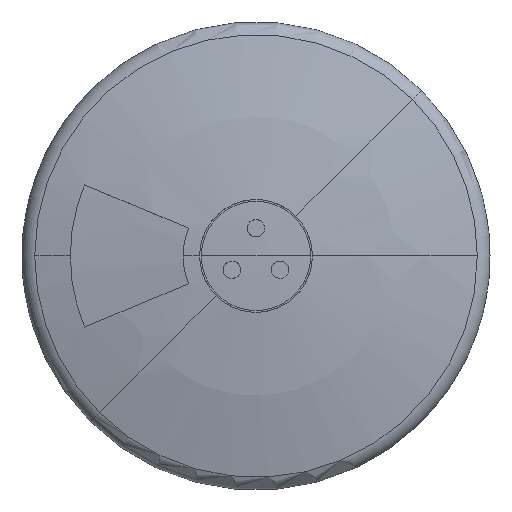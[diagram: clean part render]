
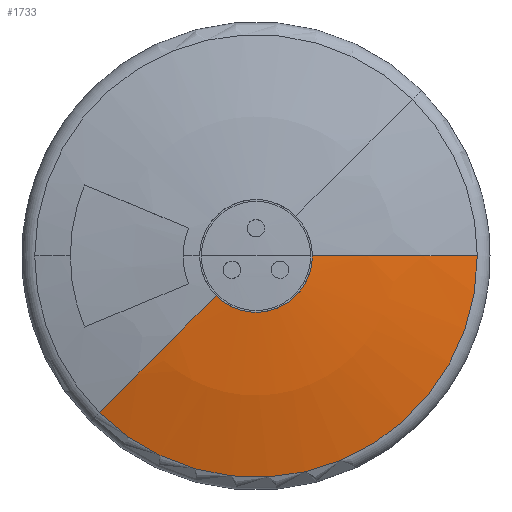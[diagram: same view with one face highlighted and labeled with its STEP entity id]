
A CAD part, top view. The second image highlights one B-rep face of the part: STEP entity #1733.
In plain terms, the highlighted spherical face has radius 100 mm.
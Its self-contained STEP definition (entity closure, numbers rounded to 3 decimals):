
#1623=EDGE_CURVE('Solide.4 (  de JELE 7351 : issu de *SOL5 - wsp *MASTER -  ) ( Brep de *SOL5 )',#3251,#3951,#3952,.F.);
#1733=ADVANCED_FACE('Solide.4 (  de JELE 7351 : issu de *SOL5 - wsp *MASTER -  ) ( Brep de *SOL5 )',(#4127),#4128,.T.);
#3251=VERTEX_POINT('',#6646);
#3951=VERTEX_POINT('',#7947);
#3952=CIRCLE('',#7948,100.0);
#4127=FACE_OUTER_BOUND('',#8269,.T.);
#4128=SPHERICAL_SURFACE('',#8270,100.0);
#6646=CARTESIAN_POINT('',(-4.596,-4.596,59.659));
#7947=CARTESIAN_POINT('',(-18.038,-18.038,56.561));
#7948=AXIS2_PLACEMENT_3D('',#13687,#13688,#13689);
#8269=EDGE_LOOP('',(#14062,#14063,#14064,#14065));
#8270=AXIS2_PLACEMENT_3D('',#14066,#14067,#14068);
#13687=CARTESIAN_POINT('',(0.0,0.0,-40.13));
#13688=DIRECTION('',(-0.707,0.707,0.0));
#13689=DIRECTION('',(-0.707,-0.707,0.0));
#14062=ORIENTED_EDGE('',*,*,#19839,.T.);
#14063=ORIENTED_EDGE('',*,*,#19840,.T.);
#14064=ORIENTED_EDGE('',*,*,#1623,.T.);
#14065=ORIENTED_EDGE('',*,*,#19841,.T.);
#14066=CARTESIAN_POINT('',(0.0,0.0,-40.13));
#14067=DIRECTION('',(0.0,0.0,1.0));
#14068=DIRECTION('',(1.0,0.0,0.0));
#19839=EDGE_CURVE('',#22934,#22935,#22936,.T.);
#19840=EDGE_CURVE('Solide.4 (  de JELE 7351 : issu de *SOL5 - wsp *MASTER -  ) ( Brep de *SOL5 )',#22935,#3251,#22937,.T.);
#19841=EDGE_CURVE('Solide.4 (  de JELE 7351 : issu de *SOL5 - wsp *MASTER -  ) ( Brep de *SOL5 )',#3951,#22934,#22938,.T.);
#22934=VERTEX_POINT('',#27859);
#22935=VERTEX_POINT('',#27860);
#22936=CIRCLE('',#27861,100.0);
#22937=CIRCLE('',#27862,6.5);
#22938=CIRCLE('',#27863,25.51);
#27859=CARTESIAN_POINT('',(25.51,0.,56.561));
#27860=CARTESIAN_POINT('',(6.5,0.,59.659));
#27861=AXIS2_PLACEMENT_3D('',#31850,#31851,#31852);
#27862=AXIS2_PLACEMENT_3D('',#31853,#31854,#31855);
#27863=AXIS2_PLACEMENT_3D('',#31856,#31857,#31858);
#31850=CARTESIAN_POINT('',(0.0,0.0,-40.13));
#31851=DIRECTION('',(0.,-1.0,0.0));
#31852=DIRECTION('',(0.0,0.0,1.0));
#31853=CARTESIAN_POINT('',(0.0,0.0,59.659));
#31854=DIRECTION('',(0.0,0.0,-1.0));
#31855=DIRECTION('',(-0.707,-0.707,0.0));
#31856=CARTESIAN_POINT('',(0.0,0.0,56.561));
#31857=DIRECTION('',(0.0,0.0,1.0));
#31858=DIRECTION('',(-0.707,-0.707,0.0));
